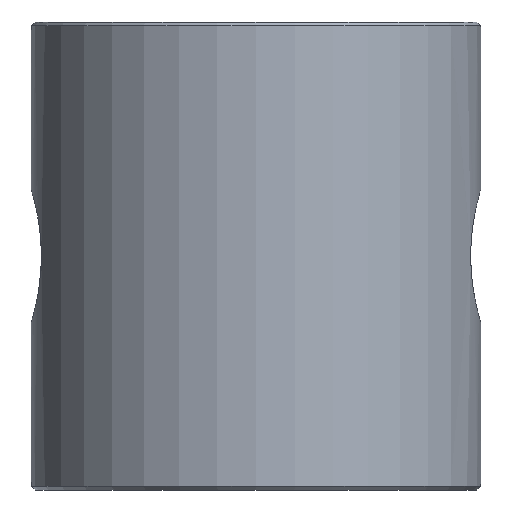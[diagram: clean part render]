
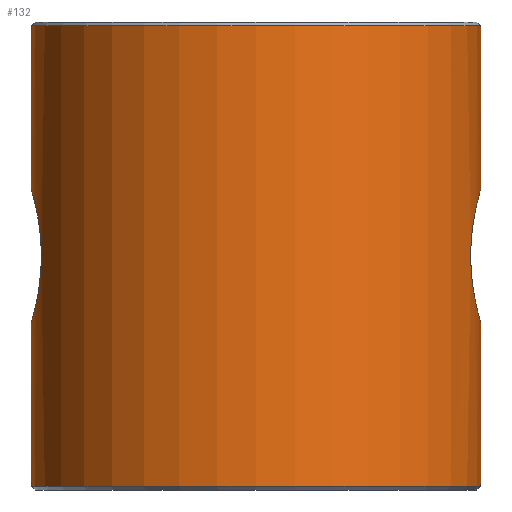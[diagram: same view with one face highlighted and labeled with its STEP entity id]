
A CAD part, front view. The second image highlights one B-rep face of the part: STEP entity #132.
In plain terms, the highlighted cylindrical face has radius 6 mm (diameter 12 mm), a full revolution.
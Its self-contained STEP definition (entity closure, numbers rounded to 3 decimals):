
#19=FACE_BOUND('',#36,.T.);
#20=CIRCLE('',#154,6.);
#21=CIRCLE('',#155,6.);
#24=CYLINDRICAL_SURFACE('',#153,6.);
#27=FACE_OUTER_BOUND('',#35,.T.);
#35=EDGE_LOOP('',(#98,#99,#100,#101,#102,#103,#104,#105,#106));
#36=EDGE_LOOP('',(#107));
#45=B_SPLINE_CURVE_WITH_KNOTS('',3,(#296,#297,#298,#299,#300,#301,#302,
#303,#304,#305,#306,#307,#308,#309,#310,#311,#312,#313,#314),
 .UNSPECIFIED.,.T.,.F.,(4,1,1,1,1,1,1,1,1,1,1,1,1,1,1,1,4),(-1.767,
-1.695,-1.623,-1.551,-1.479,
-1.461,-1.407,-1.334,-1.298,
-1.19,-1.154,-1.118,-1.046,
-0.974,-0.902,-0.83,-0.757),
 .UNSPECIFIED.);
#46=B_SPLINE_CURVE_WITH_KNOTS('',3,(#321,#322,#323,#324,#325,#326,#327),
 .UNSPECIFIED.,.F.,.F.,(4,1,1,1,4),(-1.01,-0.938,
-0.866,-0.793,-0.757),.UNSPECIFIED.);
#47=B_SPLINE_CURVE_WITH_KNOTS('',3,(#329,#330,#331,#332,#333,#334,#335),
 .UNSPECIFIED.,.F.,.F.,(4,1,1,1,4),(-0.252,-0.216,
-0.144,-0.072,0.),.UNSPECIFIED.);
#48=B_SPLINE_CURVE_WITH_KNOTS('',3,(#339,#340,#341,#342,#343,#344,#345,
#346,#347,#348,#349,#350,#351),.UNSPECIFIED.,.F.,.F.,(4,1,1,1,1,1,1,1,1,
1,4),(-0.757,-0.721,-0.703,-0.649,
-0.577,-0.505,-0.433,-0.397,
-0.361,-0.289,-0.252),.UNSPECIFIED.);
#51=LINE('',#319,#58);
#52=LINE('',#337,#59);
#58=VECTOR('',#170,6.);
#59=VECTOR('',#171,6.);
#64=VERTEX_POINT('',#269);
#67=VERTEX_POINT('',#316);
#68=VERTEX_POINT('',#318);
#69=VERTEX_POINT('',#320);
#70=VERTEX_POINT('',#328);
#71=VERTEX_POINT('',#336);
#78=EDGE_CURVE('',#64,#64,#45,.T.);
#79=EDGE_CURVE('',#67,#67,#20,.T.);
#80=EDGE_CURVE('',#67,#68,#51,.T.);
#81=EDGE_CURVE('',#69,#68,#46,.T.);
#82=EDGE_CURVE('',#70,#69,#47,.T.);
#83=EDGE_CURVE('',#70,#71,#52,.T.);
#84=EDGE_CURVE('',#71,#71,#21,.T.);
#85=EDGE_CURVE('',#68,#70,#48,.T.);
#98=ORIENTED_EDGE('',*,*,#79,.F.);
#99=ORIENTED_EDGE('',*,*,#80,.T.);
#100=ORIENTED_EDGE('',*,*,#81,.F.);
#101=ORIENTED_EDGE('',*,*,#82,.F.);
#102=ORIENTED_EDGE('',*,*,#83,.T.);
#103=ORIENTED_EDGE('',*,*,#84,.F.);
#104=ORIENTED_EDGE('',*,*,#83,.F.);
#105=ORIENTED_EDGE('',*,*,#85,.F.);
#106=ORIENTED_EDGE('',*,*,#80,.F.);
#107=ORIENTED_EDGE('',*,*,#78,.F.);
#132=ADVANCED_FACE('',(#27,#19),#24,.T.);
#153=AXIS2_PLACEMENT_3D('',#315,#166,#167);
#154=AXIS2_PLACEMENT_3D('',#317,#168,#169);
#155=AXIS2_PLACEMENT_3D('',#338,#172,#173);
#166=DIRECTION('center_axis',(0.,0.,1.));
#167=DIRECTION('ref_axis',(1.,0.,0.));
#168=DIRECTION('center_axis',(0.,0.,1.));
#169=DIRECTION('ref_axis',(1.,0.,0.));
#170=DIRECTION('',(0.,0.,-1.));
#171=DIRECTION('',(0.,0.,-1.));
#172=DIRECTION('center_axis',(0.,0.,-1.));
#173=DIRECTION('ref_axis',(1.,0.,0.));
#269=CARTESIAN_POINT('',(6.,0.,4.484));
#296=CARTESIAN_POINT('Ctrl Pts',(6.,0.,4.484));
#297=CARTESIAN_POINT('Ctrl Pts',(6.,0.255,4.484));
#298=CARTESIAN_POINT('Ctrl Pts',(5.961,0.808,4.618));
#299=CARTESIAN_POINT('Ctrl Pts',(5.837,1.418,5.099));
#300=CARTESIAN_POINT('Ctrl Pts',(5.731,1.779,5.854));
#301=CARTESIAN_POINT('Ctrl Pts',(5.731,1.775,6.448));
#302=CARTESIAN_POINT('Ctrl Pts',(5.775,1.628,6.968));
#303=CARTESIAN_POINT('Ctrl Pts',(5.848,1.363,7.438));
#304=CARTESIAN_POINT('Ctrl Pts',(5.939,0.907,7.804));
#305=CARTESIAN_POINT('Ctrl Pts',(6.018,0.133,8.079));
#306=CARTESIAN_POINT('Ctrl Pts',(5.992,-0.539,7.998));
#307=CARTESIAN_POINT('Ctrl Pts',(5.898,-1.114,7.635));
#308=CARTESIAN_POINT('Ctrl Pts',(5.821,-1.471,7.28));
#309=CARTESIAN_POINT('Ctrl Pts',(5.73,-1.78,6.648));
#310=CARTESIAN_POINT('Ctrl Pts',(5.731,-1.777,5.853));
#311=CARTESIAN_POINT('Ctrl Pts',(5.837,-1.419,5.1));
#312=CARTESIAN_POINT('Ctrl Pts',(5.961,-0.807,4.618));
#313=CARTESIAN_POINT('Ctrl Pts',(6.,-0.255,4.484));
#314=CARTESIAN_POINT('Ctrl Pts',(6.,0.,4.484));
#315=CARTESIAN_POINT('Origin',(0.,0.,0.));
#316=CARTESIAN_POINT('',(-6.,0.,12.4));
#317=CARTESIAN_POINT('Origin',(0.,0.,12.4));
#318=CARTESIAN_POINT('',(-6.,0.,8.016));
#319=CARTESIAN_POINT('',(-6.,0.,0.));
#320=CARTESIAN_POINT('',(-5.735,-1.762,6.25));
#321=CARTESIAN_POINT('Ctrl Pts',(-5.735,-1.762,6.25));
#322=CARTESIAN_POINT('Ctrl Pts',(-5.735,-1.762,6.505));
#323=CARTESIAN_POINT('Ctrl Pts',(-5.777,-1.628,7.059));
#324=CARTESIAN_POINT('Ctrl Pts',(-5.902,-1.148,7.671));
#325=CARTESIAN_POINT('Ctrl Pts',(-5.987,-0.52,7.973));
#326=CARTESIAN_POINT('Ctrl Pts',(-6.,-0.13,8.016));
#327=CARTESIAN_POINT('Ctrl Pts',(-6.,0.,
8.016));
#328=CARTESIAN_POINT('',(-6.,0.,4.483));
#329=CARTESIAN_POINT('Ctrl Pts',(-6.,0.,
4.483));
#330=CARTESIAN_POINT('Ctrl Pts',(-6.,-0.131,4.483));
#331=CARTESIAN_POINT('Ctrl Pts',(-5.987,-0.522,4.53));
#332=CARTESIAN_POINT('Ctrl Pts',(-5.902,-1.151,4.828));
#333=CARTESIAN_POINT('Ctrl Pts',(-5.777,-1.627,5.44));
#334=CARTESIAN_POINT('Ctrl Pts',(-5.735,-1.762,5.995));
#335=CARTESIAN_POINT('Ctrl Pts',(-5.735,-1.762,6.25));
#336=CARTESIAN_POINT('',(-6.,0.,0.1));
#337=CARTESIAN_POINT('',(-6.,0.,0.));
#338=CARTESIAN_POINT('Origin',(0.,0.,0.1));
#339=CARTESIAN_POINT('Ctrl Pts',(-6.,0.,
8.016));
#340=CARTESIAN_POINT('Ctrl Pts',(-6.,0.131,8.016));
#341=CARTESIAN_POINT('Ctrl Pts',(-5.993,0.327,7.992));
#342=CARTESIAN_POINT('Ctrl Pts',(-5.961,0.717,7.88));
#343=CARTESIAN_POINT('Ctrl Pts',(-5.891,1.184,7.62));
#344=CARTESIAN_POINT('Ctrl Pts',(-5.776,1.636,7.05));
#345=CARTESIAN_POINT('Ctrl Pts',(-5.715,1.824,6.247));
#346=CARTESIAN_POINT('Ctrl Pts',(-5.765,1.672,5.593));
#347=CARTESIAN_POINT('Ctrl Pts',(-5.84,1.382,5.132));
#348=CARTESIAN_POINT('Ctrl Pts',(-5.918,1.028,4.775));
#349=CARTESIAN_POINT('Ctrl Pts',(-5.988,0.523,4.528));
#350=CARTESIAN_POINT('Ctrl Pts',(-6.,0.131,4.483));
#351=CARTESIAN_POINT('Ctrl Pts',(-6.,0.,
4.483));
